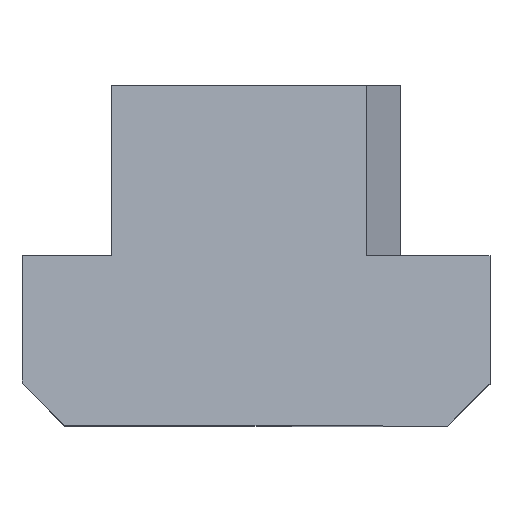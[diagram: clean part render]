
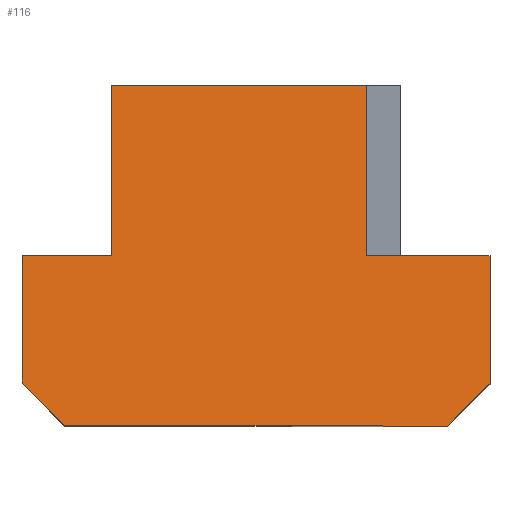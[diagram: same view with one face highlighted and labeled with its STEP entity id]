
A CAD part, top view. The second image highlights one B-rep face of the part: STEP entity #116.
In plain terms, the highlighted planar face has unit normal (0.574, 0, 0.819).
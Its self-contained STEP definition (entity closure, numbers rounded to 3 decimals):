
#104=VERTEX_POINT('',#269);
#110=VERTEX_POINT('',#276);
#116=ADVANCED_FACE('',(#282),#283,.F.);
#130=VERTEX_POINT('',#299);
#134=VERTEX_POINT('',#304);
#144=VERTEX_POINT('',#314);
#148=VERTEX_POINT('',#318);
#156=EDGE_CURVE('',#166,#164,#327,.T.);
#164=VERTEX_POINT('',#336);
#166=VERTEX_POINT('',#338);
#168=EDGE_CURVE('',#240,#104,#340,.T.);
#186=EDGE_CURVE('',#164,#134,#361,.T.);
#190=EDGE_CURVE('',#144,#226,#365,.T.);
#192=EDGE_CURVE('',#104,#144,#367,.T.);
#202=EDGE_CURVE('',#226,#166,#378,.T.);
#210=EDGE_CURVE('',#110,#134,#387,.T.);
#214=EDGE_CURVE('',#130,#148,#391,.T.);
#216=EDGE_CURVE('',#110,#130,#393,.T.);
#226=VERTEX_POINT('',#404);
#228=EDGE_CURVE('',#148,#240,#406,.T.);
#240=VERTEX_POINT('',#419);
#269=CARTESIAN_POINT('',(-9.0,-8.0,14.603));
#276=CARTESIAN_POINT('',(5.191,0.,4.667));
#282=FACE_OUTER_BOUND('',#457,.T.);
#283=PLANE('',#458);
#299=CARTESIAN_POINT('',(11.0,0.0,0.599));
#304=CARTESIAN_POINT('',(5.191,8.0,4.667));
#314=CARTESIAN_POINT('',(-11.0,-6.0,16.004));
#318=CARTESIAN_POINT('',(11.0,-6.0,0.599));
#327=LINE('',#521,#522);
#336=CARTESIAN_POINT('',(-6.8,8.0,13.063));
#338=CARTESIAN_POINT('',(-6.8,0.,13.063));
#340=LINE('',#536,#537);
#361=LINE('',#567,#568);
#365=LINE('',#573,#574);
#367=LINE('',#577,#578);
#378=LINE('',#594,#595);
#387=LINE('',#609,#610);
#391=LINE('',#617,#618);
#393=LINE('',#621,#622);
#404=CARTESIAN_POINT('',(-11.0,0.,16.004));
#406=LINE('',#640,#641);
#419=CARTESIAN_POINT('',(9.0,-8.0,1.999));
#457=EDGE_LOOP('',(#679,#680,#681,#682,#683,#684,#685,#686,#687,#688));
#458=AXIS2_PLACEMENT_3D('',#689,#690,#691);
#521=CARTESIAN_POINT('',(-6.8,4.0,13.063));
#522=VECTOR('',#739,1.0);
#536=CARTESIAN_POINT('',(-5.862,-8.0,12.406));
#537=VECTOR('',#748,1.);
#567=CARTESIAN_POINT('',(-0.561,8.0,8.694));
#568=VECTOR('',#777,1.);
#573=CARTESIAN_POINT('',(-11.0,0.,16.004));
#574=VECTOR('',#778,1.0);
#577=CARTESIAN_POINT('',(-9.531,-7.469,14.975));
#578=VECTOR('',#779,1.0);
#594=CARTESIAN_POINT('',(-5.124,0.,11.889));
#595=VECTOR('',#791,1.);
#609=CARTESIAN_POINT('',(5.191,4.5,4.667));
#610=VECTOR('',#802,1.0);
#617=CARTESIAN_POINT('',(11.0,-3.0,0.599));
#618=VECTOR('',#804,1.0);
#621=CARTESIAN_POINT('',(0.848,0.,7.707));
#622=VECTOR('',#805,1.);
#640=CARTESIAN_POINT('',(5.326,-11.674,4.572));
#641=VECTOR('',#818,1.0);
#679=ORIENTED_EDGE('',*,*,#216,.F.);
#680=ORIENTED_EDGE('',*,*,#210,.T.);
#681=ORIENTED_EDGE('',*,*,#186,.F.);
#682=ORIENTED_EDGE('',*,*,#156,.F.);
#683=ORIENTED_EDGE('',*,*,#202,.F.);
#684=ORIENTED_EDGE('',*,*,#190,.F.);
#685=ORIENTED_EDGE('',*,*,#192,.F.);
#686=ORIENTED_EDGE('',*,*,#168,.F.);
#687=ORIENTED_EDGE('',*,*,#228,.F.);
#688=ORIENTED_EDGE('',*,*,#214,.F.);
#689=CARTESIAN_POINT('',(0.0,0.,8.301));
#690=DIRECTION('',(-0.574,0.,-0.819));
#691=DIRECTION('',(0.819,0.,-0.574));
#739=DIRECTION('',(0.,1.0,0.));
#748=DIRECTION('',(-0.819,0.,0.574));
#777=DIRECTION('',(0.819,0.,-0.574));
#778=DIRECTION('',(0.0,1.0,0.));
#779=DIRECTION('',(-0.634,0.634,0.444));
#791=DIRECTION('',(0.819,0.,-0.574));
#802=DIRECTION('',(0.,1.0,0.));
#804=DIRECTION('',(0.0,-1.0,0.));
#805=DIRECTION('',(0.819,0.,-0.574));
#818=DIRECTION('',(-0.634,-0.634,0.444));
